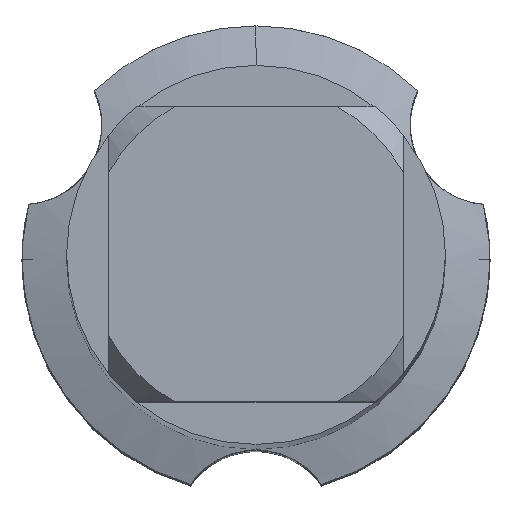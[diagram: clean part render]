
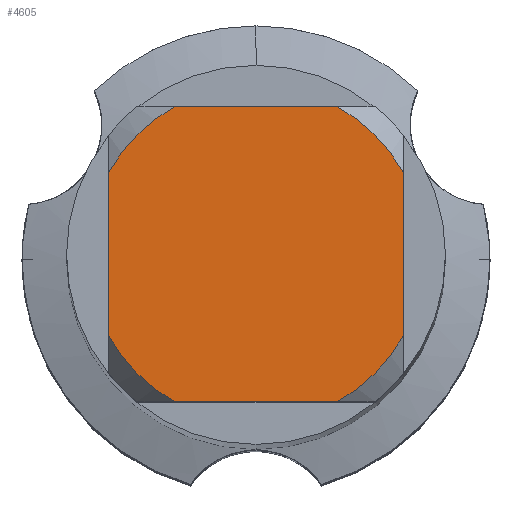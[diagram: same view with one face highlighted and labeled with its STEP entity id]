
A CAD part, top view. The second image highlights one B-rep face of the part: STEP entity #4605.
In plain terms, the highlighted planar face has unit normal (0, 0, 1).
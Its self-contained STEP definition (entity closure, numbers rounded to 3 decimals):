
#2209=VERTEX_POINT('',#6525);
#2953=EDGE_CURVE('',#6337,#5751,#7339,.T.);
#3463=VERTEX_POINT('',#7884);
#3513=EDGE_CURVE('',#6145,#2209,#7938,.T.);
#3835=EDGE_CURVE('',#4957,#2209,#8280,.T.);
#4241=EDGE_CURVE('',#3463,#4457,#8728,.T.);
#4393=EDGE_CURVE('',#4957,#4721,#8900,.T.);
#4457=VERTEX_POINT('',#8969);
#4573=EDGE_CURVE('',#6337,#4721,#9100,.T.);
#4605=ADVANCED_FACE('',(#9135),#9136,.T.);
#4721=VERTEX_POINT('',#9262);
#4759=EDGE_CURVE('',#3463,#5751,#9304,.T.);
#4957=VERTEX_POINT('',#9514);
#5025=EDGE_CURVE('',#6145,#4457,#9587,.T.);
#5751=VERTEX_POINT('',#10381);
#6145=VERTEX_POINT('',#10809);
#6337=VERTEX_POINT('',#11025);
#6525=CARTESIAN_POINT('',(1.936,-3.5,0.0));
#7339=LINE('',#13728,#13729);
#7884=CARTESIAN_POINT('',(-3.5,1.936,0.0));
#7938=LINE('',#15213,#15214);
#8280=CIRCLE('',#16284,4.0);
#8728=LINE('',#17469,#17470);
#8900=LINE('',#17925,#17926);
#8969=CARTESIAN_POINT('',(-3.5,-1.936,0.0));
#9100=CIRCLE('',#18517,4.0);
#9135=FACE_OUTER_BOUND('',#18622,.T.);
#9136=PLANE('',#18623);
#9262=CARTESIAN_POINT('',(3.5,1.936,0.0));
#9304=CIRCLE('',#19062,4.0);
#9514=CARTESIAN_POINT('',(3.5,-1.936,0.0));
#9587=CIRCLE('',#19873,4.0);
#10381=CARTESIAN_POINT('',(-1.936,3.5,0.0));
#10809=CARTESIAN_POINT('',(-1.936,-3.5,0.0));
#11025=CARTESIAN_POINT('',(1.936,3.5,0.0));
#13728=CARTESIAN_POINT('',(0.0,3.5,0.0));
#13729=VECTOR('',#25014,1.0);
#15213=CARTESIAN_POINT('',(0.0,-3.5,0.0));
#15214=VECTOR('',#25565,1.0);
#16284=AXIS2_PLACEMENT_3D('',#26021,#26022,#26023);
#17469=CARTESIAN_POINT('',(-3.5,1.0,0.0));
#17470=VECTOR('',#26659,1.0);
#17925=CARTESIAN_POINT('',(3.5,1.0,0.0));
#17926=VECTOR('',#26869,1.0);
#18517=AXIS2_PLACEMENT_3D('',#27107,#27108,#27109);
#18622=EDGE_LOOP('',(#27145,#27146,#27147,#27148,#27149,#27150,#27151,#27152));
#18623=AXIS2_PLACEMENT_3D('',#27153,#27154,#27155);
#19062=AXIS2_PLACEMENT_3D('',#27338,#27339,#27340);
#19873=AXIS2_PLACEMENT_3D('',#27593,#27594,#27595);
#25014=DIRECTION('',(-1.0,0.0,0.0));
#25565=DIRECTION('',(1.0,0.0,0.0));
#26021=CARTESIAN_POINT('',(0.0,0.0,0.0));
#26022=DIRECTION('',(0.0,0.0,-1.0));
#26023=DIRECTION('',(0.0,1.0,0.0));
#26659=DIRECTION('',(-0.0,-1.0,0.0));
#26869=DIRECTION('',(-0.0,1.0,0.0));
#27107=CARTESIAN_POINT('',(0.0,0.0,0.0));
#27108=DIRECTION('',(0.0,0.0,-1.0));
#27109=DIRECTION('',(0.0,1.0,0.0));
#27145=ORIENTED_EDGE('',*,*,#4241,.T.);
#27146=ORIENTED_EDGE('',*,*,#5025,.F.);
#27147=ORIENTED_EDGE('',*,*,#3513,.T.);
#27148=ORIENTED_EDGE('',*,*,#3835,.F.);
#27149=ORIENTED_EDGE('',*,*,#4393,.T.);
#27150=ORIENTED_EDGE('',*,*,#4573,.F.);
#27151=ORIENTED_EDGE('',*,*,#2953,.T.);
#27152=ORIENTED_EDGE('',*,*,#4759,.F.);
#27153=CARTESIAN_POINT('',(0.0,2.0,0.0));
#27154=DIRECTION('',(-0.0,0.0,1.0));
#27155=DIRECTION('',(0.0,-1.0,0.0));
#27338=CARTESIAN_POINT('',(0.0,0.0,0.0));
#27339=DIRECTION('',(0.0,0.0,-1.0));
#27340=DIRECTION('',(0.0,1.0,0.0));
#27593=CARTESIAN_POINT('',(0.0,0.0,0.0));
#27594=DIRECTION('',(0.0,0.0,-1.0));
#27595=DIRECTION('',(0.0,1.0,0.0));
